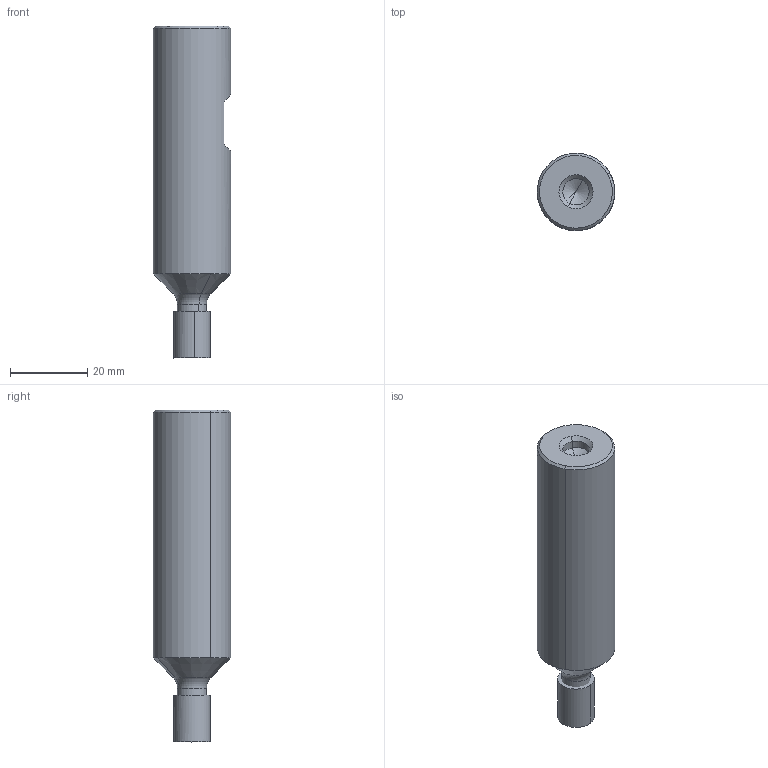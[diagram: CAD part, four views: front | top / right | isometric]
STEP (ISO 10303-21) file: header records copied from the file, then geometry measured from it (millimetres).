
FILE_DESCRIPTION((''),'2;1');
FILE_NAME('MTED09_5-1-W20-12','2020-05-15T',('schicker'),(''),'CREO PARAMETRIC BY PTC INC, 2017020','CREO PARAMETRIC BY PTC INC, 2017020','');
FILE_SCHEMA(('AUTOMOTIVE_DESIGN { 1 0 10303 214 1 1 1 1 }'));
Length unit declared in the file: millimetre
Products named in the file (3): NOCUT; CUT; MTED09_5-1-W20-12
Assembly tree (2 placements, depth 2):
  MTED09_5-1-W20-12
    NOCUT
    CUT
Bounding box: 20 x 19.99 x 85.7 mm (x, y, z)
Volume: 22276.5 mm3; surface area: 5670.4 mm2
Topology: 2 solids, 2 shells, 37 faces, 102 edges, 67 vertices
Faces by surface type: cone 14, cylinder 10, plane 7, revolution 4, torus 2
Entity records: 1723 total; most frequent: CARTESIAN_POINT 267, DIRECTION 228, ORIENTED_EDGE 178, PRESENTATION_STYLE_ASSIGNMENT 106, STYLED_ITEM 106, CURVE_STYLE 104, AXIS2_PLACEMENT_3D 93, EDGE_CURVE 89
